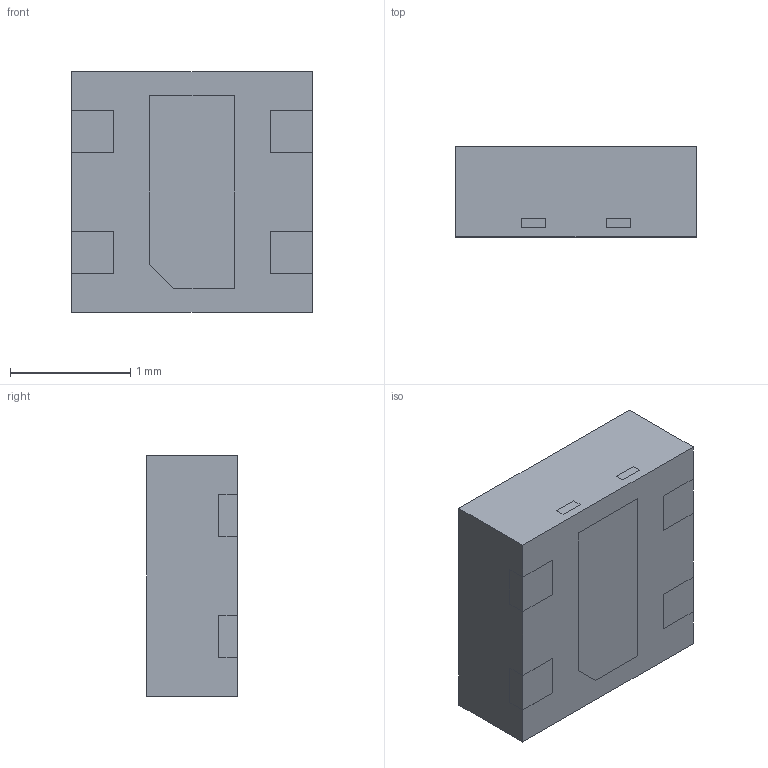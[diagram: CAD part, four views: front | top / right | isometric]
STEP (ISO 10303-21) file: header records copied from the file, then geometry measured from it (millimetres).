
FILE_DESCRIPTION(/* description */ (''),/* implementation_level */ '2;1');
FILE_NAME(/* name */ 'HT_CD_SHTC3_STEP_File_V1_D1 v2.step',/* time_stamp */ '2024-05-17T07:34:39+02:00',/* author */ (''),/* organization */ (''),/* preprocessor_version */ 'ST-DEVELOPER v20',/* originating_system */ 'Autodesk Translation Framework v12.20.1.177',/* authorisation */ '');
FILE_SCHEMA (('AUTOMOTIVE_DESIGN { 1 0 10303 214 3 1 1 }'));
Length unit declared in the file: millimetre
Products named in the file (1): HT_CD_SHTC3_STEP_File_V1_D1
Bounding box: 2 x 0.75 x 2 mm (x, y, z)
Volume: 2.9 mm3; surface area: 18.2 mm2
Topology: 10 solids, 10 shells, 124 faces, 291 edges, 193 vertices
Faces by surface type: plane 120, torus 3, bspline 1
Entity records: 3575 total; most frequent: CARTESIAN_POINT 635, ORIENTED_EDGE 582, DIRECTION 548, EDGE_CURVE 291, LINE 282, VECTOR 282, VERTEX_POINT 193, AXIS2_PLACEMENT_3D 133
